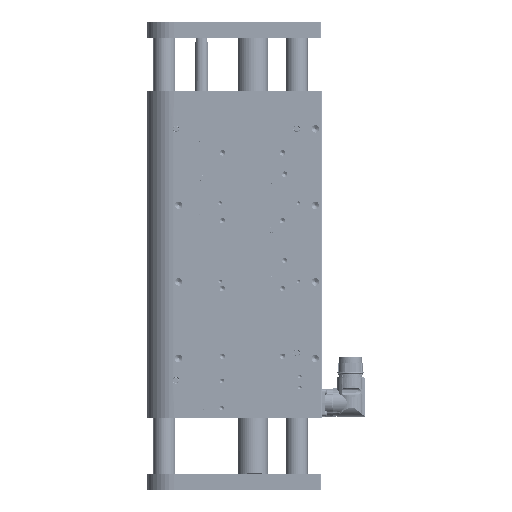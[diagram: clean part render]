
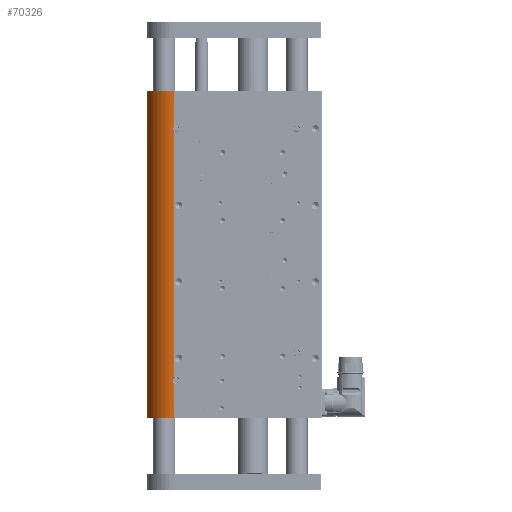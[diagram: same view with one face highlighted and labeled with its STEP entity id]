
A CAD part, left-side view. The second image highlights one B-rep face of the part: STEP entity #70326.
In plain terms, the highlighted cylindrical face has radius 25 mm (diameter 50 mm), a partial arc.
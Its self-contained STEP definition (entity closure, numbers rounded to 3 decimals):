
#1821 = CARTESIAN_POINT ( 'NONE',  ( -24.982, 72.963, 262.756 ) ) ;
#1937 = ORIENTED_EDGE ( 'NONE', *, *, #110771, .T. ) ;
#2075 = DIRECTION ( 'NONE',  ( 0., 0., -1. ) ) ;
#3037 = CARTESIAN_POINT ( 'NONE',  ( -24.982, 72.963, 32.756 ) ) ;
#3412 = CARTESIAN_POINT ( 'NONE',  ( -25., 72.229, 262.004 ) ) ;
#3613 = CARTESIAN_POINT ( 'NONE',  ( 0., 72., 0. ) ) ;
#4605 = CARTESIAN_POINT ( 'NONE',  ( -24.997, 72.441, 36.831 ) ) ;
#4654 = CARTESIAN_POINT ( 'NONE',  ( 25., 72., 0. ) ) ;
#5893 = AXIS2_PLACEMENT_3D ( 'NONE', #144502, #142932, #58220 ) ;
#6254 = ORIENTED_EDGE ( 'NONE', *, *, #57231, .F. ) ;
#10198 = LINE ( 'NONE', #83649, #122052 ) ;
#12376 = CARTESIAN_POINT ( 'NONE',  ( 25., 72., 299. ) ) ;
#14206 = EDGE_CURVE ( 'NONE', #68716, #118957, #10198, .T. ) ;
#18201 = CARTESIAN_POINT ( 'NONE',  ( -24.958, 73.448, 33.973 ) ) ;
#19528 = CARTESIAN_POINT ( 'NONE',  ( -25., 72., 37.127 ) ) ;
#19940 = CARTESIAN_POINT ( 'NONE',  ( -25., 72., 267.127 ) ) ;
#20341 = DIRECTION ( 'NONE',  ( 0., 0., -1. ) ) ;
#24662 = CARTESIAN_POINT ( 'NONE',  ( -25., 72., 299. ) ) ;
#25030 = CARTESIAN_POINT ( 'NONE',  ( -25., 72., 261.873 ) ) ;
#26643 = CARTESIAN_POINT ( 'NONE',  ( -24.957, 73.473, 264.762 ) ) ;
#27053 = CARTESIAN_POINT ( 'NONE',  ( -24.956, 73.481, 34.239 ) ) ;
#27408 = CARTESIAN_POINT ( 'NONE',  ( -24.956, 73.481, 264.239 ) ) ;
#27827 = CARTESIAN_POINT ( 'NONE',  ( 0., 72., 299. ) ) ;
#28188 = CARTESIAN_POINT ( 'NONE',  ( -24.97, 73.221, 265.78 ) ) ;
#29398 = CARTESIAN_POINT ( 'NONE',  ( -24.997, 72.438, 32.166 ) ) ;
#29728 = CARTESIAN_POINT ( 'NONE',  ( -24.965, 73.317, 265.537 ) ) ;
#30529 = CARTESIAN_POINT ( 'NONE',  ( -25., 72., 267.127 ) ) ;
#33685 = AXIS2_PLACEMENT_3D ( 'NONE', #27827, #20341, #112467 ) ;
#34349 = CARTESIAN_POINT ( 'NONE',  ( -25., 72., 261.873 ) ) ;
#38614 = CARTESIAN_POINT ( 'NONE',  ( -24.956, 73.481, 264.632 ) ) ;
#39049 = CARTESIAN_POINT ( 'NONE',  ( -24.965, 73.317, 33.464 ) ) ;
#40616 = CARTESIAN_POINT ( 'NONE',  ( -24.956, 73.481, 34.632 ) ) ;
#42944 = VECTOR ( 'NONE', #145852, 1000. ) ;
#45345 = CIRCLE ( 'NONE', #75966, 25. ) ;
#47813 = DIRECTION ( 'NONE',  ( 0., 0., -1. ) ) ;
#50551 = CARTESIAN_POINT ( 'NONE',  ( -24.965, 73.317, 263.464 ) ) ;
#51467 = ORIENTED_EDGE ( 'NONE', *, *, #14206, .F. ) ;
#51775 = CARTESIAN_POINT ( 'NONE',  ( -24.96, 73.415, 35.155 ) ) ;
#52921 = CARTESIAN_POINT ( 'NONE',  ( -24.997, 72.441, 266.831 ) ) ;
#53356 = CARTESIAN_POINT ( 'NONE',  ( -24.957, 73.473, 34.762 ) ) ;
#54138 = CARTESIAN_POINT ( 'NONE',  ( -24.958, 73.44, 35.024 ) ) ;
#57231 = EDGE_CURVE ( 'NONE', #129754, #147378, #110727, .T. ) ;
#58220 = DIRECTION ( 'NONE',  ( 1., 0., 0. ) ) ;
#60401 = VERTEX_POINT ( 'NONE', #80031 ) ;
#66878 = CARTESIAN_POINT ( 'NONE',  ( -24.982, 72.964, 36.244 ) ) ;
#67551 = CARTESIAN_POINT ( 'NONE',  ( -25., 72., 0. ) ) ;
#68716 = VERTEX_POINT ( 'NONE', #34349 ) ;
#69955 = ORIENTED_EDGE ( 'NONE', *, *, #106215, .F. ) ;
#70130 = VERTEX_POINT ( 'NONE', #19940 ) ;
#70326 = ADVANCED_FACE ( 'NONE', ( #105753 ), #138819, .T. ) ;
#70886 = B_SPLINE_CURVE_WITH_KNOTS ( 'NONE', 3,
 ( #114070, #75710, #29398, #112469, #3037, #136458, #39049, #18201, #27053, #40616, #53356, #54138, #51775, #102798, #77276, #66878, #76480, #4605, #100453, #124474 ),
 .UNSPECIFIED., .F., .F.,
 ( 4, 2, 2, 2, 2, 2, 2, 2, 2, 4 ),
 ( 0., 0.001, 0.002, 0.003, 0.003, 0.004, 0.004, 0.005, 0.006, 0.006 ),
 .UNSPECIFIED. ) ;
#72329 = LINE ( 'NONE', #12376, #42944 ) ;
#74999 = VERTEX_POINT ( 'NONE', #115047 ) ;
#75275 = CARTESIAN_POINT ( 'NONE',  ( -24.958, 73.44, 265.024 ) ) ;
#75710 = CARTESIAN_POINT ( 'NONE',  ( -25., 72.229, 32.004 ) ) ;
#75966 = AXIS2_PLACEMENT_3D ( 'NONE', #3613, #138601, #139397 ) ;
#76480 = CARTESIAN_POINT ( 'NONE',  ( -24.988, 72.807, 36.455 ) ) ;
#77276 = CARTESIAN_POINT ( 'NONE',  ( -24.97, 73.221, 35.78 ) ) ;
#79946 = CARTESIAN_POINT ( 'NONE',  ( -24.988, 72.807, 266.455 ) ) ;
#80031 = CARTESIAN_POINT ( 'NONE',  ( 25., 72., 299. ) ) ;
#83274 = B_SPLINE_CURVE_WITH_KNOTS ( 'NONE', 3,
 ( #25030, #3412, #100827, #135233, #1821, #148039, #50551, #88087, #27408, #38614, #26643, #75275, #124052, #29728, #28188, #137590, #79946, #52921, #115980, #30529 ),
 .UNSPECIFIED., .F., .F.,
 ( 4, 2, 2, 2, 2, 2, 2, 2, 2, 4 ),
 ( 0., 0.001, 0.002, 0.003, 0.003, 0.004, 0.004, 0.005, 0.006, 0.006 ),
 .UNSPECIFIED. ) ;
#83649 = CARTESIAN_POINT ( 'NONE',  ( -25., 72., 299. ) ) ;
#85879 = ORIENTED_EDGE ( 'NONE', *, *, #117690, .T. ) ;
#87341 = VERTEX_POINT ( 'NONE', #4654 ) ;
#87566 = CARTESIAN_POINT ( 'NONE',  ( -25., 72., 299. ) ) ;
#87872 = EDGE_CURVE ( 'NONE', #60401, #74999, #123149, .T. ) ;
#88087 = CARTESIAN_POINT ( 'NONE',  ( -24.958, 73.448, 263.973 ) ) ;
#90822 = ORIENTED_EDGE ( 'NONE', *, *, #87872, .F. ) ;
#99564 = VECTOR ( 'NONE', #47813, 1000. ) ;
#100417 = EDGE_LOOP ( 'NONE', ( #6254, #85879, #51467, #149782, #69955, #90822, #128519, #1937 ) ) ;
#100453 = CARTESIAN_POINT ( 'NONE',  ( -25., 72.23, 36.996 ) ) ;
#100827 = CARTESIAN_POINT ( 'NONE',  ( -24.997, 72.438, 262.166 ) ) ;
#102798 = CARTESIAN_POINT ( 'NONE',  ( -24.965, 73.317, 35.537 ) ) ;
#103884 = EDGE_CURVE ( 'NONE', #60401, #87341, #72329, .T. ) ;
#105753 = FACE_OUTER_BOUND ( 'NONE', #100417, .T. ) ;
#106215 = EDGE_CURVE ( 'NONE', #74999, #70130, #157207, .T. ) ;
#107647 = DIRECTION ( 'NONE',  ( 0., 0., -1. ) ) ;
#110727 = LINE ( 'NONE', #87566, #128938 ) ;
#110771 = EDGE_CURVE ( 'NONE', #87341, #147378, #45345, .T. ) ;
#112467 = DIRECTION ( 'NONE',  ( -1., 0., 0. ) ) ;
#112469 = CARTESIAN_POINT ( 'NONE',  ( -24.988, 72.807, 32.545 ) ) ;
#114070 = CARTESIAN_POINT ( 'NONE',  ( -25., 72., 31.873 ) ) ;
#115047 = CARTESIAN_POINT ( 'NONE',  ( -25., 72., 299. ) ) ;
#115980 = CARTESIAN_POINT ( 'NONE',  ( -25., 72.23, 266.996 ) ) ;
#117690 = EDGE_CURVE ( 'NONE', #129754, #118957, #70886, .T. ) ;
#118957 = VERTEX_POINT ( 'NONE', #19528 ) ;
#120407 = CARTESIAN_POINT ( 'NONE',  ( -25., 72., 31.873 ) ) ;
#122052 = VECTOR ( 'NONE', #107647, 1000. ) ;
#123149 = CIRCLE ( 'NONE', #5893, 25. ) ;
#124052 = CARTESIAN_POINT ( 'NONE',  ( -24.96, 73.415, 265.155 ) ) ;
#124474 = CARTESIAN_POINT ( 'NONE',  ( -25., 72., 37.127 ) ) ;
#128519 = ORIENTED_EDGE ( 'NONE', *, *, #103884, .T. ) ;
#128938 = VECTOR ( 'NONE', #2075, 1000. ) ;
#129754 = VERTEX_POINT ( 'NONE', #120407 ) ;
#135233 = CARTESIAN_POINT ( 'NONE',  ( -24.988, 72.807, 262.545 ) ) ;
#136458 = CARTESIAN_POINT ( 'NONE',  ( -24.971, 73.22, 33.218 ) ) ;
#137590 = CARTESIAN_POINT ( 'NONE',  ( -24.982, 72.964, 266.244 ) ) ;
#138601 = DIRECTION ( 'NONE',  ( 0., 0., 1. ) ) ;
#138819 = CYLINDRICAL_SURFACE ( 'NONE', #33685, 25. ) ;
#139397 = DIRECTION ( 'NONE',  ( 1., 0., 0. ) ) ;
#142932 = DIRECTION ( 'NONE',  ( 0., 0., 1. ) ) ;
#144502 = CARTESIAN_POINT ( 'NONE',  ( 0., 72., 299. ) ) ;
#145852 = DIRECTION ( 'NONE',  ( 0., 0., -1. ) ) ;
#147378 = VERTEX_POINT ( 'NONE', #67551 ) ;
#148039 = CARTESIAN_POINT ( 'NONE',  ( -24.971, 73.22, 263.218 ) ) ;
#149782 = ORIENTED_EDGE ( 'NONE', *, *, #157404, .T. ) ;
#157207 = LINE ( 'NONE', #24662, #99564 ) ;
#157404 = EDGE_CURVE ( 'NONE', #68716, #70130, #83274, .T. ) ;
